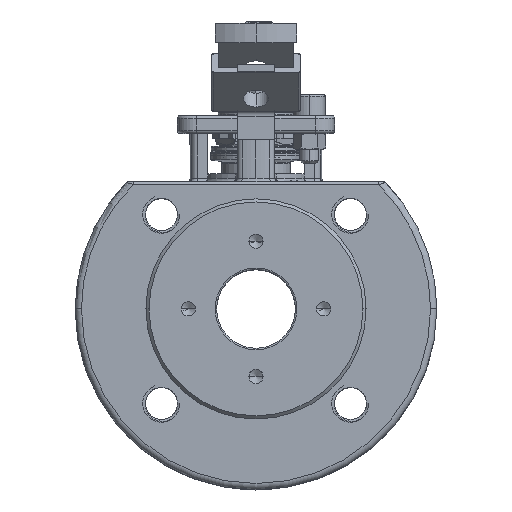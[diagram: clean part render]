
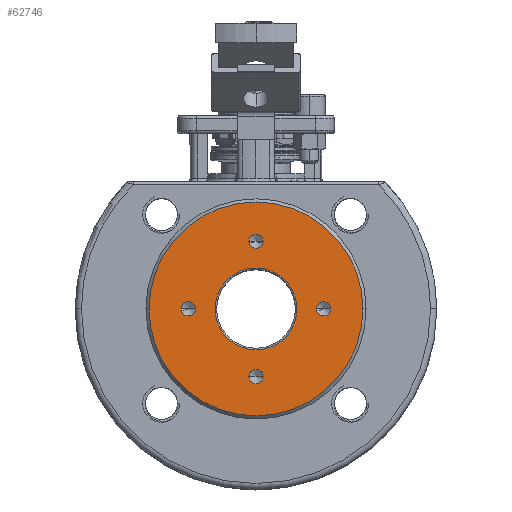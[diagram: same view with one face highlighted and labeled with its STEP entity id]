
A CAD part, top view. The second image highlights one B-rep face of the part: STEP entity #62746.
In plain terms, the highlighted planar face has unit normal (0, 0, 1).
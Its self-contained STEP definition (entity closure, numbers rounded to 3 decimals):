
#114 = DIRECTION ( 'NONE',  ( 1., 0., 0. ) ) ;
#580 = CIRCLE ( 'NONE', #18568, 2.25 ) ;
#681 = CARTESIAN_POINT ( 'NONE',  ( 0., -5.289, 48. ) ) ;
#911 = VERTEX_POINT ( 'NONE', #43159 ) ;
#1364 = CARTESIAN_POINT ( 'NONE',  ( -34., -5.289, 48. ) ) ;
#2322 = CARTESIAN_POINT ( 'NONE',  ( 21.5, -5.289, 48. ) ) ;
#2518 = EDGE_CURVE ( 'NONE', #46527, #19925, #580, .T. ) ;
#2576 = CARTESIAN_POINT ( 'NONE',  ( 0., -26.789, 48. ) ) ;
#2720 = DIRECTION ( 'NONE',  ( 1., 0., 0. ) ) ;
#2990 = VERTEX_POINT ( 'NONE', #48892 ) ;
#3114 = VERTEX_POINT ( 'NONE', #75291 ) ;
#3630 = CIRCLE ( 'NONE', #7753, 34. ) ;
#4708 = EDGE_CURVE ( 'NONE', #44581, #26227, #23496, .T. ) ;
#5222 = DIRECTION ( 'NONE',  ( 1., 0., 0. ) ) ;
#5787 = DIRECTION ( 'NONE',  ( 1., 0., 0. ) ) ;
#7753 = AXIS2_PLACEMENT_3D ( 'NONE', #30442, #81117, #22665 ) ;
#8364 = EDGE_CURVE ( 'NONE', #12877, #3114, #36146, .T. ) ;
#8418 = ORIENTED_EDGE ( 'NONE', *, *, #21388, .T. ) ;
#8812 = DIRECTION ( 'NONE',  ( 0., 0., 1. ) ) ;
#9068 = DIRECTION ( 'NONE',  ( 1., 0., 0. ) ) ;
#9197 = DIRECTION ( 'NONE',  ( 0., 0., 1. ) ) ;
#10108 = CIRCLE ( 'NONE', #57155, 13. ) ;
#10350 = DIRECTION ( 'NONE',  ( 0., 0., 1. ) ) ;
#10570 = DIRECTION ( 'NONE',  ( 0., 0., 1. ) ) ;
#10952 = EDGE_CURVE ( 'NONE', #31811, #2990, #45984, .T. ) ;
#11163 = CARTESIAN_POINT ( 'NONE',  ( 0., 16.211, 48. ) ) ;
#11997 = AXIS2_PLACEMENT_3D ( 'NONE', #11163, #12450, #70034 ) ;
#12199 = CARTESIAN_POINT ( 'NONE',  ( 0., -5.289, 48. ) ) ;
#12450 = DIRECTION ( 'NONE',  ( 0., 0., 1. ) ) ;
#12824 = ORIENTED_EDGE ( 'NONE', *, *, #26079, .F. ) ;
#12877 = VERTEX_POINT ( 'NONE', #79911 ) ;
#13269 = VERTEX_POINT ( 'NONE', #47746 ) ;
#13310 = DIRECTION ( 'NONE',  ( 1., 0., 0. ) ) ;
#13738 = DIRECTION ( 'NONE',  ( 0., 0., 1. ) ) ;
#14158 = FACE_BOUND ( 'NONE', #60234, .T. ) ;
#14916 = CIRCLE ( 'NONE', #31568, 2.25 ) ;
#14939 = DIRECTION ( 'NONE',  ( 1., 0., 0. ) ) ;
#15997 = EDGE_CURVE ( 'NONE', #72447, #13269, #10108, .T. ) ;
#18568 = AXIS2_PLACEMENT_3D ( 'NONE', #50246, #44201, #5222 ) ;
#18710 = VERTEX_POINT ( 'NONE', #23648 ) ;
#19569 = DIRECTION ( 'NONE',  ( 1., 0., 0. ) ) ;
#19595 = DIRECTION ( 'NONE',  ( 0., 0., 1. ) ) ;
#19925 = VERTEX_POINT ( 'NONE', #68983 ) ;
#20245 = FACE_BOUND ( 'NONE', #69272, .T. ) ;
#21342 = DIRECTION ( 'NONE',  ( 1., 0., 0. ) ) ;
#21388 = EDGE_CURVE ( 'NONE', #2990, #31811, #3630, .T. ) ;
#22665 = DIRECTION ( 'NONE',  ( 1., 0., 0. ) ) ;
#23496 = CIRCLE ( 'NONE', #55229, 2.25 ) ;
#23648 = CARTESIAN_POINT ( 'NONE',  ( -2.25, -26.789, 48. ) ) ;
#23684 = CIRCLE ( 'NONE', #72068, 2.25 ) ;
#24356 = CARTESIAN_POINT ( 'NONE',  ( -21.5, -5.289, 48. ) ) ;
#26079 = EDGE_CURVE ( 'NONE', #18710, #911, #14916, .T. ) ;
#26227 = VERTEX_POINT ( 'NONE', #38514 ) ;
#29215 = AXIS2_PLACEMENT_3D ( 'NONE', #33440, #19595, #114 ) ;
#30442 = CARTESIAN_POINT ( 'NONE',  ( 0., -5.289, 48. ) ) ;
#30556 = EDGE_CURVE ( 'NONE', #19925, #46527, #23684, .T. ) ;
#30842 = EDGE_LOOP ( 'NONE', ( #8418, #45554 ) ) ;
#31568 = AXIS2_PLACEMENT_3D ( 'NONE', #2576, #10350, #9068 ) ;
#31811 = VERTEX_POINT ( 'NONE', #1364 ) ;
#32390 = FACE_BOUND ( 'NONE', #69036, .T. ) ;
#33440 = CARTESIAN_POINT ( 'NONE',  ( -21.5, -5.289, 48. ) ) ;
#34042 = CIRCLE ( 'NONE', #50594, 2.25 ) ;
#34077 = PLANE ( 'NONE',  #81935 ) ;
#34511 = ORIENTED_EDGE ( 'NONE', *, *, #2518, .F. ) ;
#36146 = CIRCLE ( 'NONE', #29215, 2.25 ) ;
#38514 = CARTESIAN_POINT ( 'NONE',  ( -2.25, 16.211, 48. ) ) ;
#38944 = ORIENTED_EDGE ( 'NONE', *, *, #56607, .T. ) ;
#39314 = FACE_BOUND ( 'NONE', #43557, .T. ) ;
#39887 = DIRECTION ( 'NONE',  ( 0., 0., 1. ) ) ;
#41910 = EDGE_CURVE ( 'NONE', #3114, #12877, #47696, .T. ) ;
#42981 = DIRECTION ( 'NONE',  ( 0., 0., 1. ) ) ;
#43159 = CARTESIAN_POINT ( 'NONE',  ( 2.25, -26.789, 48. ) ) ;
#43557 = EDGE_LOOP ( 'NONE', ( #80224, #12824 ) ) ;
#44201 = DIRECTION ( 'NONE',  ( 0., 0., 1. ) ) ;
#44581 = VERTEX_POINT ( 'NONE', #69116 ) ;
#44792 = EDGE_CURVE ( 'NONE', #911, #18710, #34042, .T. ) ;
#45554 = ORIENTED_EDGE ( 'NONE', *, *, #10952, .T. ) ;
#45984 = CIRCLE ( 'NONE', #69310, 34. ) ;
#46399 = EDGE_CURVE ( 'NONE', #26227, #44581, #83864, .T. ) ;
#46527 = VERTEX_POINT ( 'NONE', #67368 ) ;
#47074 = FACE_BOUND ( 'NONE', #85140, .T. ) ;
#47696 = CIRCLE ( 'NONE', #79477, 2.25 ) ;
#47746 = CARTESIAN_POINT ( 'NONE',  ( 13., -5.289, 48. ) ) ;
#48649 = DIRECTION ( 'NONE',  ( 1., 0., 0. ) ) ;
#48892 = CARTESIAN_POINT ( 'NONE',  ( 34., -5.289, 48. ) ) ;
#50246 = CARTESIAN_POINT ( 'NONE',  ( 21.5, -5.289, 48. ) ) ;
#50594 = AXIS2_PLACEMENT_3D ( 'NONE', #80642, #9197, #21342 ) ;
#55229 = AXIS2_PLACEMENT_3D ( 'NONE', #84583, #10570, #5787 ) ;
#56607 = EDGE_CURVE ( 'NONE', #13269, #72447, #80389, .T. ) ;
#57155 = AXIS2_PLACEMENT_3D ( 'NONE', #65063, #78887, #19569 ) ;
#58411 = ORIENTED_EDGE ( 'NONE', *, *, #15997, .T. ) ;
#60234 = EDGE_LOOP ( 'NONE', ( #82214, #34511 ) ) ;
#60835 = DIRECTION ( 'NONE',  ( 0., 0., -1. ) ) ;
#62746 = ADVANCED_FACE ( 'NONE', ( #47074, #32390, #14158, #39314, #20245, #78711 ), #34077, .T. ) ;
#64635 = CARTESIAN_POINT ( 'NONE',  ( -13., -5.289, 48. ) ) ;
#65063 = CARTESIAN_POINT ( 'NONE',  ( 0., -5.289, 48. ) ) ;
#66968 = CARTESIAN_POINT ( 'NONE',  ( 0., -5.289, 48. ) ) ;
#67368 = CARTESIAN_POINT ( 'NONE',  ( 19.25, -5.289, 48. ) ) ;
#68983 = CARTESIAN_POINT ( 'NONE',  ( 23.75, -5.289, 48. ) ) ;
#69036 = EDGE_LOOP ( 'NONE', ( #71167, #69796 ) ) ;
#69116 = CARTESIAN_POINT ( 'NONE',  ( 2.25, 16.211, 48. ) ) ;
#69272 = EDGE_LOOP ( 'NONE', ( #83709, #69772 ) ) ;
#69310 = AXIS2_PLACEMENT_3D ( 'NONE', #12199, #39887, #72352 ) ;
#69772 = ORIENTED_EDGE ( 'NONE', *, *, #41910, .F. ) ;
#69796 = ORIENTED_EDGE ( 'NONE', *, *, #46399, .F. ) ;
#70034 = DIRECTION ( 'NONE',  ( 1., 0., 0. ) ) ;
#71167 = ORIENTED_EDGE ( 'NONE', *, *, #4708, .F. ) ;
#72068 = AXIS2_PLACEMENT_3D ( 'NONE', #2322, #8812, #48649 ) ;
#72352 = DIRECTION ( 'NONE',  ( 1., 0., 0. ) ) ;
#72447 = VERTEX_POINT ( 'NONE', #64635 ) ;
#75291 = CARTESIAN_POINT ( 'NONE',  ( -23.75, -5.289, 48. ) ) ;
#78711 = FACE_OUTER_BOUND ( 'NONE', #30842, .T. ) ;
#78887 = DIRECTION ( 'NONE',  ( 0., 0., -1. ) ) ;
#79477 = AXIS2_PLACEMENT_3D ( 'NONE', #24356, #42981, #2720 ) ;
#79911 = CARTESIAN_POINT ( 'NONE',  ( -19.25, -5.289, 48. ) ) ;
#80224 = ORIENTED_EDGE ( 'NONE', *, *, #44792, .F. ) ;
#80389 = CIRCLE ( 'NONE', #84556, 13. ) ;
#80642 = CARTESIAN_POINT ( 'NONE',  ( 0., -26.789, 48. ) ) ;
#81117 = DIRECTION ( 'NONE',  ( 0., 0., 1. ) ) ;
#81935 = AXIS2_PLACEMENT_3D ( 'NONE', #66968, #13738, #13310 ) ;
#82214 = ORIENTED_EDGE ( 'NONE', *, *, #30556, .F. ) ;
#83709 = ORIENTED_EDGE ( 'NONE', *, *, #8364, .F. ) ;
#83864 = CIRCLE ( 'NONE', #11997, 2.25 ) ;
#84556 = AXIS2_PLACEMENT_3D ( 'NONE', #681, #60835, #14939 ) ;
#84583 = CARTESIAN_POINT ( 'NONE',  ( 0., 16.211, 48. ) ) ;
#85140 = EDGE_LOOP ( 'NONE', ( #38944, #58411 ) ) ;
